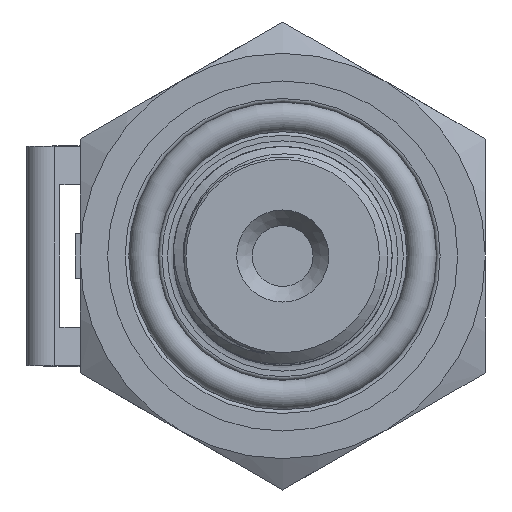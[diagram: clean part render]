
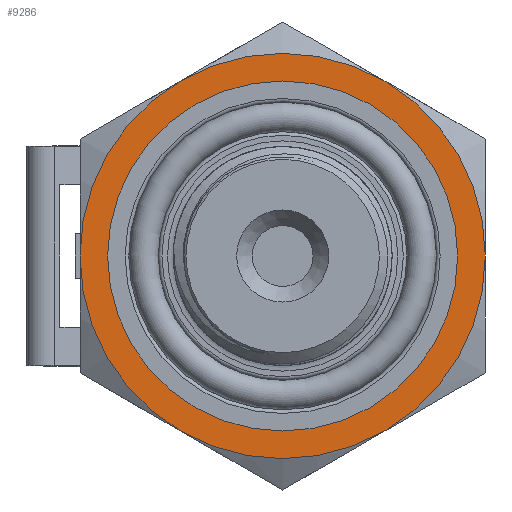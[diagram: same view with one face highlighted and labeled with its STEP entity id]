
A CAD part, left-side view. The second image highlights one B-rep face of the part: STEP entity #9286.
In plain terms, the highlighted planar face has unit normal (-1, 0, 0).
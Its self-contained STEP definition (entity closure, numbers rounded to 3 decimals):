
#403=FACE_BOUND('',#1563,.T.);
#475=PLANE('',#9680);
#995=FACE_OUTER_BOUND('',#1562,.T.);
#1562=EDGE_LOOP('',(#7983,#7984,#7985,#7986,#7987,#7988));
#1563=EDGE_LOOP('',(#7989));
#1808=CIRCLE('',#9611,11.);
#1809=CIRCLE('',#9613,11.);
#1810=CIRCLE('',#9615,11.);
#1811=CIRCLE('',#9617,11.);
#1812=CIRCLE('',#9619,11.);
#1813=CIRCLE('',#9621,11.);
#1842=CIRCLE('',#9679,9.5);
#4324=VERTEX_POINT('',#21138);
#4325=VERTEX_POINT('',#21142);
#4327=VERTEX_POINT('',#21149);
#4329=VERTEX_POINT('',#21159);
#4331=VERTEX_POINT('',#21172);
#4333=VERTEX_POINT('',#21182);
#4365=VERTEX_POINT('',#22711);
#5551=EDGE_CURVE('',#4324,#4325,#1808,.T.);
#5554=EDGE_CURVE('',#4327,#4324,#1809,.T.);
#5557=EDGE_CURVE('',#4329,#4327,#1810,.T.);
#5559=EDGE_CURVE('',#4331,#4329,#1811,.T.);
#5562=EDGE_CURVE('',#4333,#4331,#1812,.T.);
#5565=EDGE_CURVE('',#4325,#4333,#1813,.T.);
#5623=EDGE_CURVE('',#4365,#4365,#1842,.T.);
#7983=ORIENTED_EDGE('',*,*,#5565,.T.);
#7984=ORIENTED_EDGE('',*,*,#5562,.T.);
#7985=ORIENTED_EDGE('',*,*,#5559,.T.);
#7986=ORIENTED_EDGE('',*,*,#5557,.T.);
#7987=ORIENTED_EDGE('',*,*,#5554,.T.);
#7988=ORIENTED_EDGE('',*,*,#5551,.T.);
#7989=ORIENTED_EDGE('',*,*,#5623,.T.);
#9286=ADVANCED_FACE('',(#995,#403),#475,.T.);
#9611=AXIS2_PLACEMENT_3D('',#21146,#10495,#10496);
#9613=AXIS2_PLACEMENT_3D('',#21156,#10499,#10500);
#9615=AXIS2_PLACEMENT_3D('',#21166,#10503,#10504);
#9617=AXIS2_PLACEMENT_3D('',#21173,#10507,#10508);
#9619=AXIS2_PLACEMENT_3D('',#21183,#10511,#10512);
#9621=AXIS2_PLACEMENT_3D('',#21192,#10515,#10516);
#9679=AXIS2_PLACEMENT_3D('',#22712,#10641,#10642);
#9680=AXIS2_PLACEMENT_3D('',#22714,#10644,#10645);
#10495=DIRECTION('center_axis',(-1.,0.,0.));
#10496=DIRECTION('ref_axis',(0.,1.,0.));
#10499=DIRECTION('center_axis',(-1.,0.,0.));
#10500=DIRECTION('ref_axis',(0.,1.,0.));
#10503=DIRECTION('center_axis',(-1.,0.,0.));
#10504=DIRECTION('ref_axis',(0.,1.,0.));
#10507=DIRECTION('center_axis',(-1.,0.,0.));
#10508=DIRECTION('ref_axis',(0.,1.,0.));
#10511=DIRECTION('center_axis',(-1.,0.,0.));
#10512=DIRECTION('ref_axis',(0.,1.,0.));
#10515=DIRECTION('center_axis',(-1.,0.,0.));
#10516=DIRECTION('ref_axis',(0.,1.,0.));
#10641=DIRECTION('center_axis',(1.,0.,0.));
#10642=DIRECTION('ref_axis',(0.,0.,-1.));
#10644=DIRECTION('center_axis',(-1.,0.,0.));
#10645=DIRECTION('ref_axis',(0.,0.,1.));
#21138=CARTESIAN_POINT('',(-36.6,5.5,9.526));
#21142=CARTESIAN_POINT('',(-36.6,11.,0.));
#21146=CARTESIAN_POINT('Origin',(-36.6,0.,0.));
#21149=CARTESIAN_POINT('',(-36.6,-5.5,9.526));
#21156=CARTESIAN_POINT('Origin',(-36.6,0.,0.));
#21159=CARTESIAN_POINT('',(-36.6,-11.,0.));
#21166=CARTESIAN_POINT('Origin',(-36.6,0.,0.));
#21172=CARTESIAN_POINT('',(-36.6,-5.5,-9.526));
#21173=CARTESIAN_POINT('Origin',(-36.6,0.,0.));
#21182=CARTESIAN_POINT('',(-36.6,5.5,-9.526));
#21183=CARTESIAN_POINT('Origin',(-36.6,0.,0.));
#21192=CARTESIAN_POINT('Origin',(-36.6,0.,0.));
#22711=CARTESIAN_POINT('',(-36.6,-9.5,0.));
#22712=CARTESIAN_POINT('Origin',(-36.6,0.,0.));
#22714=CARTESIAN_POINT('Origin',(-36.6,11.,0.));
